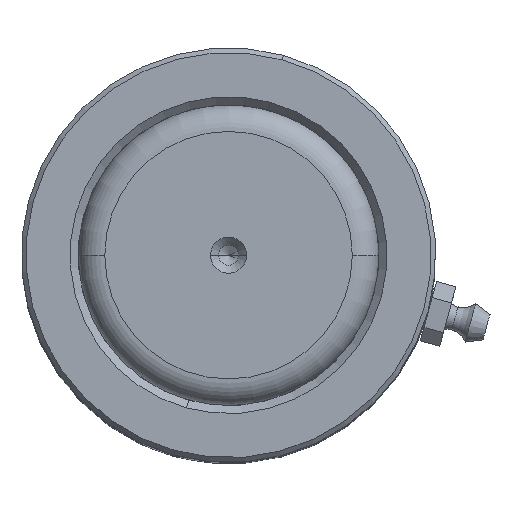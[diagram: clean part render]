
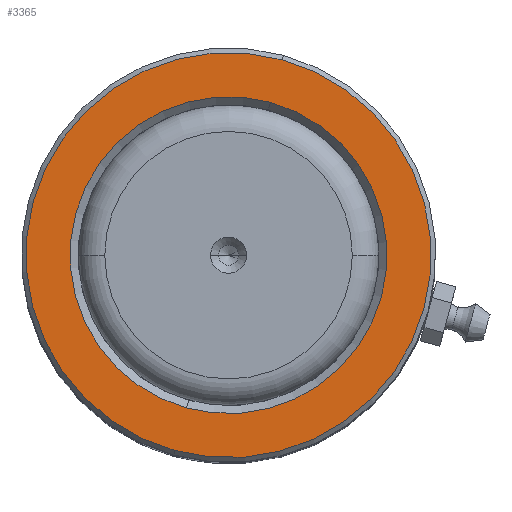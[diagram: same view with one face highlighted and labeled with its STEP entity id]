
A CAD part, top view. The second image highlights one B-rep face of the part: STEP entity #3365.
In plain terms, the highlighted planar face has unit normal (0, 0, 1).
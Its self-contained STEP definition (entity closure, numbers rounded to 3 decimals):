
#962 = ORIENTED_EDGE ( 'NONE', *, *, #1912, .T. ) ;
#976 = CIRCLE ( 'NONE', #7769, 23.7 ) ;
#1106 = EDGE_LOOP ( 'NONE', ( #3753, #3396 ) ) ;
#1127 = CARTESIAN_POINT ( 'NONE',  ( 0., 0., 120. ) ) ;
#1296 = CARTESIAN_POINT ( 'NONE',  ( -30.3, 0., 120. ) ) ;
#1306 = VERTEX_POINT ( 'NONE', #1296 ) ;
#1359 = CARTESIAN_POINT ( 'NONE',  ( 0., 0., 120. ) ) ;
#1460 = PLANE ( 'NONE',  #7479 ) ;
#1632 = CIRCLE ( 'NONE', #6046, 30.3 ) ;
#1912 = EDGE_CURVE ( 'NONE', #5616, #1306, #6994, .T. ) ;
#2083 = DIRECTION ( 'NONE',  ( 1., 0., 0. ) ) ;
#2164 = CARTESIAN_POINT ( 'NONE',  ( 0., 0., 120. ) ) ;
#2559 = EDGE_CURVE ( 'NONE', #8744, #4317, #976, .T. ) ;
#2663 = AXIS2_PLACEMENT_3D ( 'NONE', #2164, #8598, #8571 ) ;
#2947 = CARTESIAN_POINT ( 'NONE',  ( 0., 0., 120. ) ) ;
#3365 = ADVANCED_FACE ( 'NONE', ( #4640, #6530 ), #1460, .T. ) ;
#3396 = ORIENTED_EDGE ( 'NONE', *, *, #6863, .T. ) ;
#3414 = EDGE_CURVE ( 'NONE', #1306, #5616, #1632, .T. ) ;
#3670 = DIRECTION ( 'NONE',  ( 0., 0., -1. ) ) ;
#3753 = ORIENTED_EDGE ( 'NONE', *, *, #2559, .T. ) ;
#3906 = DIRECTION ( 'NONE',  ( 1., 0., 0. ) ) ;
#4276 = AXIS2_PLACEMENT_3D ( 'NONE', #2947, #3670, #8622 ) ;
#4317 = VERTEX_POINT ( 'NONE', #8362 ) ;
#4640 = FACE_OUTER_BOUND ( 'NONE', #7879, .T. ) ;
#4922 = DIRECTION ( 'NONE',  ( 0., 0., -1. ) ) ;
#5616 = VERTEX_POINT ( 'NONE', #9118 ) ;
#5710 = DIRECTION ( 'NONE',  ( 1., 0., 0. ) ) ;
#6046 = AXIS2_PLACEMENT_3D ( 'NONE', #1127, #6763, #3906 ) ;
#6402 = DIRECTION ( 'NONE',  ( 0., 0., 1. ) ) ;
#6530 = FACE_BOUND ( 'NONE', #1106, .T. ) ;
#6669 = CIRCLE ( 'NONE', #4276, 23.7 ) ;
#6763 = DIRECTION ( 'NONE',  ( 0., 0., 1. ) ) ;
#6863 = EDGE_CURVE ( 'NONE', #4317, #8744, #6669, .T. ) ;
#6994 = CIRCLE ( 'NONE', #2663, 30.3 ) ;
#7205 = CARTESIAN_POINT ( 'NONE',  ( 23.7, 0., 120. ) ) ;
#7479 = AXIS2_PLACEMENT_3D ( 'NONE', #1359, #6402, #2083 ) ;
#7769 = AXIS2_PLACEMENT_3D ( 'NONE', #9070, #4922, #5710 ) ;
#7879 = EDGE_LOOP ( 'NONE', ( #8081, #962 ) ) ;
#8081 = ORIENTED_EDGE ( 'NONE', *, *, #3414, .T. ) ;
#8362 = CARTESIAN_POINT ( 'NONE',  ( -23.7, 0., 120. ) ) ;
#8571 = DIRECTION ( 'NONE',  ( 1., 0., 0. ) ) ;
#8598 = DIRECTION ( 'NONE',  ( 0., 0., 1. ) ) ;
#8622 = DIRECTION ( 'NONE',  ( 1., 0., 0. ) ) ;
#8744 = VERTEX_POINT ( 'NONE', #7205 ) ;
#9070 = CARTESIAN_POINT ( 'NONE',  ( 0., 0., 120. ) ) ;
#9118 = CARTESIAN_POINT ( 'NONE',  ( 30.3, 0., 120. ) ) ;
